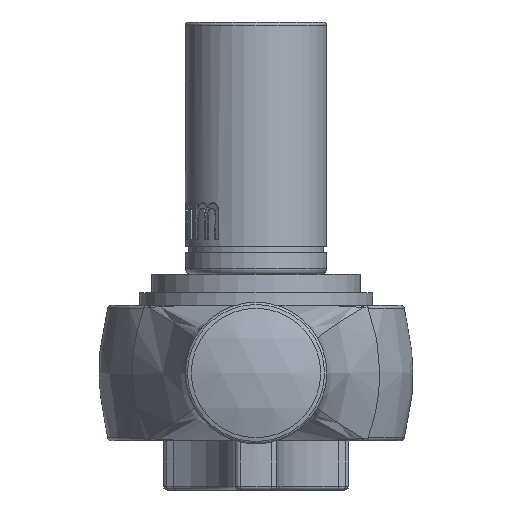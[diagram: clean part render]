
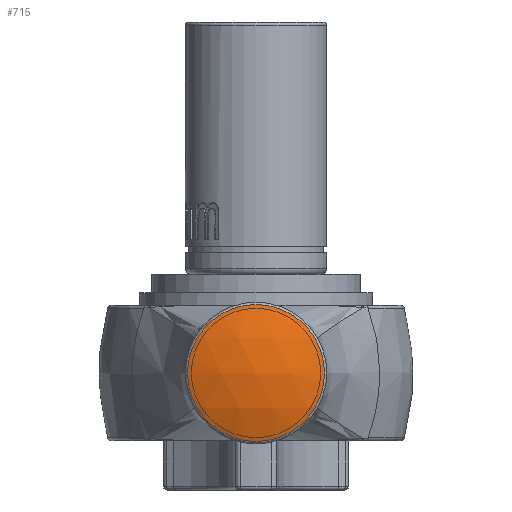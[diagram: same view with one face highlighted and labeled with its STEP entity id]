
A CAD part, front view. The second image highlights one B-rep face of the part: STEP entity #715.
In plain terms, the highlighted spherical face has radius 15 mm.
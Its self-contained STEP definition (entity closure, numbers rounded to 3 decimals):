
#23=VERTEX_LOOP('',#1850);
#464=SPHERICAL_SURFACE('',#2554,15.);
#715=ADVANCED_FACE('',(#836,#837),#464,.T.);
#836=FACE_BOUND('',#1032,.T.);
#837=FACE_BOUND('',#23,.T.);
#1032=EDGE_LOOP('',(#1640));
#1640=ORIENTED_EDGE('',*,*,#2154,.T.);
#1849=VERTEX_POINT('',#5345);
#1850=VERTEX_POINT('',#5346);
#2154=EDGE_CURVE('',#1849,#1849,#2297,.T.);
#2297=CIRCLE('',#2553,5.561);
#2553=AXIS2_PLACEMENT_3D('',#5344,#3172,#3173);
#2554=AXIS2_PLACEMENT_3D('',#5347,#3174,#3175);
#3172=DIRECTION('',(0.,-1.,0.));
#3173=DIRECTION('',(0.,0.,1.));
#3174=DIRECTION('',(0.,0.,1.));
#3175=DIRECTION('',(1.,0.,0.));
#5344=CARTESIAN_POINT('',(0.,-110.931,0.));
#5345=CARTESIAN_POINT('',(0.,-110.931,5.561));
#5346=CARTESIAN_POINT('',(0.,-112.,0.));
#5347=CARTESIAN_POINT('',(0.,-97.,0.));
